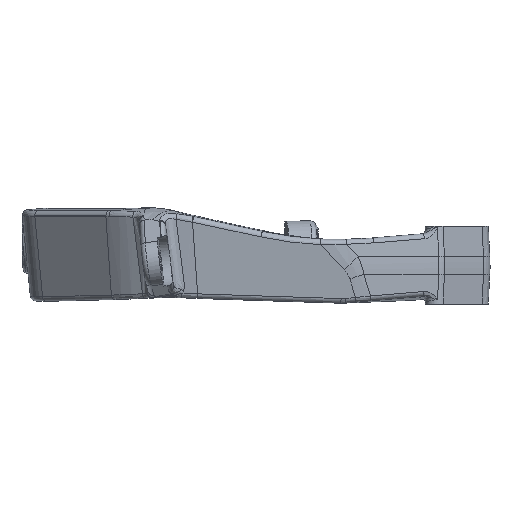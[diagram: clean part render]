
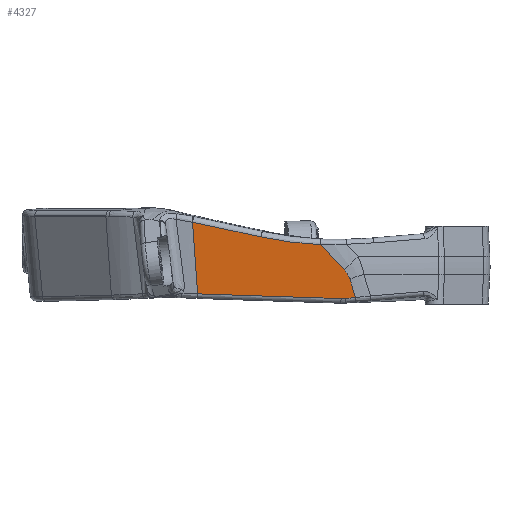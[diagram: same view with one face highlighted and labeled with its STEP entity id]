
A CAD part, left-side view. The second image highlights one B-rep face of the part: STEP entity #4327.
In plain terms, the highlighted planar face has unit normal (-0.992, -0.071, -0.104).
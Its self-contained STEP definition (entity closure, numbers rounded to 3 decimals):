
#234 = VERTEX_POINT ( 'NONE', #17365 ) ;
#888 = CARTESIAN_POINT ( 'NONE',  ( -53.764, 82.154, 34.409 ) ) ;
#1156 = CARTESIAN_POINT ( 'NONE',  ( -50.959, 66.825, 18.179 ) ) ;
#1814 = VECTOR ( 'NONE', #6058, 1000. ) ;
#2005 = CARTESIAN_POINT ( 'NONE',  ( -49.107, 61.934, 3.868 ) ) ;
#2497 = ORIENTED_EDGE ( 'NONE', *, *, #15713, .F. ) ;
#2681 = CARTESIAN_POINT ( 'NONE',  ( -50.477, 65.209, 14.689 ) ) ;
#2944 = CARTESIAN_POINT ( 'NONE',  ( -51.26, 68.472, 19.922 ) ) ;
#3255 = LINE ( 'NONE', #9856, #12978 ) ;
#3942 = EDGE_CURVE ( 'NONE', #21486, #16037, #18065, .T. ) ;
#4057 = CARTESIAN_POINT ( 'NONE',  ( -42.856, 22.549, -28.703 ) ) ;
#4327 = ADVANCED_FACE ( 'NONE', ( #9394 ), #18011, .T. ) ;
#4429 = CARTESIAN_POINT ( 'NONE',  ( -56.703, 116.439, 38.861 ) ) ;
#4763 = VECTOR ( 'NONE', #19693, 1000. ) ;
#4915 = CARTESIAN_POINT ( 'NONE',  ( -50.697, 65.736, 16.432 ) ) ;
#5158 = EDGE_LOOP ( 'NONE', ( #2497, #13139, #12736, #8176, #19825, #16635, #12150, #22112, #8326 ) ) ;
#5593 = DIRECTION ( 'NONE',  ( 0.104, 0., -0.995 ) ) ;
#5647 = EDGE_CURVE ( 'NONE', #16554, #9871, #16977, .T. ) ;
#5718 = VECTOR ( 'NONE', #9426, 1000. ) ;
#6026 = CARTESIAN_POINT ( 'NONE',  ( -48.693, 60.944, 0.597 ) ) ;
#6058 = DIRECTION ( 'NONE',  ( 0.125, -0.681, -0.721 ) ) ;
#6500 = CARTESIAN_POINT ( 'NONE',  ( -49.514, 68.475, 3.244 ) ) ;
#8062 = CARTESIAN_POINT ( 'NONE',  ( -50.477, 65.209, 14.689 ) ) ;
#8176 = ORIENTED_EDGE ( 'NONE', *, *, #3942, .T. ) ;
#8326 = ORIENTED_EDGE ( 'NONE', *, *, #13322, .F. ) ;
#8546 = DIRECTION ( 'NONE',  ( 0.092, -0.973, -0.21 ) ) ;
#8945 = CARTESIAN_POINT ( 'NONE',  ( -43.532, -3.139, -4.559 ) ) ;
#9392 = LINE ( 'NONE', #6026, #4763 ) ;
#9394 = FACE_OUTER_BOUND ( 'NONE', #5158, .T. ) ;
#9426 = DIRECTION ( 'NONE',  ( -0.075, 0.997, 0.033 ) ) ;
#9856 = CARTESIAN_POINT ( 'NONE',  ( -61.381, 156.732, 55.78 ) ) ;
#9871 = VERTEX_POINT ( 'NONE', #10089 ) ;
#10085 = CARTESIAN_POINT ( 'NONE',  ( -49.459, 67.591, 3.328 ) ) ;
#10089 = CARTESIAN_POINT ( 'NONE',  ( -56.703, 116.439, 38.861 ) ) ;
#10658 = CARTESIAN_POINT ( 'NONE',  ( -55.888, 152.89, 5.982 ) ) ;
#10887 = LINE ( 'NONE', #4057, #1814 ) ;
#11288 = EDGE_CURVE ( 'NONE', #21271, #16554, #3255, .T. ) ;
#11618 = VECTOR ( 'NONE', #18409, 1000. ) ;
#11975 = DIRECTION ( 'NONE',  ( -0.109, 0.07, 0.992 ) ) ;
#12150 = ORIENTED_EDGE ( 'NONE', *, *, #5647, .F. ) ;
#12426 = EDGE_CURVE ( 'NONE', #21486, #17927, #9392, .T. ) ;
#12469 = CARTESIAN_POINT ( 'NONE',  ( -53.764, 82.154, 34.409 ) ) ;
#12736 = ORIENTED_EDGE ( 'NONE', *, *, #12426, .F. ) ;
#12765 = EDGE_CURVE ( 'NONE', #9871, #15787, #13693, .T. ) ;
#12978 = VECTOR ( 'NONE', #11975, 1000. ) ;
#13139 = ORIENTED_EDGE ( 'NONE', *, *, #16353, .F. ) ;
#13275 = LINE ( 'NONE', #16749, #11618 ) ;
#13322 = EDGE_CURVE ( 'NONE', #17724, #21271, #15819, .T. ) ;
#13693 =( BOUNDED_CURVE ( )  B_SPLINE_CURVE ( 3, ( #4429, #18087, #16091, #888 ),
 .UNSPECIFIED., .F., .F. ) 
 B_SPLINE_CURVE_WITH_KNOTS ( ( 4, 4 ),
 ( 4.712, 4.907 ),
 .UNSPECIFIED. ) 
 CURVE ( )  GEOMETRIC_REPRESENTATION_ITEM ( )  RATIONAL_B_SPLINE_CURVE ( ( 1., 0.997, 0.997, 1. ) ) 
 REPRESENTATION_ITEM ( '' )  );
#15023 = CARTESIAN_POINT ( 'NONE',  ( -49.644, 70.274, 3.246 ) ) ;
#15511 = CARTESIAN_POINT ( 'NONE',  ( -45.02, -6.907, 12.247 ) ) ;
#15713 = EDGE_CURVE ( 'NONE', #234, #17724, #17451, .T. ) ;
#15787 = VERTEX_POINT ( 'NONE', #12469 ) ;
#15819 = LINE ( 'NONE', #10658, #5718 ) ;
#16037 = VERTEX_POINT ( 'NONE', #21464 ) ;
#16091 = CARTESIAN_POINT ( 'NONE',  ( -54.649, 93.667, 34.933 ) ) ;
#16283 = CARTESIAN_POINT ( 'NONE',  ( -60.464, 156.143, 47.428 ) ) ;
#16353 = EDGE_CURVE ( 'NONE', #17927, #234, #13275, .T. ) ;
#16554 = VERTEX_POINT ( 'NONE', #16283 ) ;
#16635 = ORIENTED_EDGE ( 'NONE', *, *, #12765, .F. ) ;
#16721 = CARTESIAN_POINT ( 'NONE',  ( -49.576, 69.373, 3.217 ) ) ;
#16749 = CARTESIAN_POINT ( 'NONE',  ( -45.145, -1.854, 9.958 ) ) ;
#16977 = LINE ( 'NONE', #15511, #18588 ) ;
#17035 = AXIS2_PLACEMENT_3D ( 'NONE', #8945, #20937, #5593 ) ;
#17365 = CARTESIAN_POINT ( 'NONE',  ( -49.459, 67.591, 3.328 ) ) ;
#17451 =( BOUNDED_CURVE ( )  B_SPLINE_CURVE ( 3, ( #10085, #6500, #16721, #15023 ),
 .UNSPECIFIED., .F., .F. ) 
 B_SPLINE_CURVE_WITH_KNOTS ( ( 4, 4 ),
 ( 1.349, 1.571 ),
 .UNSPECIFIED. ) 
 CURVE ( )  GEOMETRIC_REPRESENTATION_ITEM ( )  RATIONAL_B_SPLINE_CURVE ( ( 1., 0.996, 0.996, 1. ) ) 
 REPRESENTATION_ITEM ( '' )  );
#17724 = VERTEX_POINT ( 'NONE', #21283 ) ;
#17927 = VERTEX_POINT ( 'NONE', #2005 ) ;
#18011 = PLANE ( 'NONE',  #17035 ) ;
#18065 =( BOUNDED_CURVE ( )  B_SPLINE_CURVE ( 3, ( #8062, #4915, #1156, #2944 ),
 .UNSPECIFIED., .F., .F. ) 
 B_SPLINE_CURVE_WITH_KNOTS ( ( 4, 4 ),
 ( 0.053, 0.158 ),
 .UNSPECIFIED. ) 
 CURVE ( )  GEOMETRIC_REPRESENTATION_ITEM ( )  RATIONAL_B_SPLINE_CURVE ( ( 1., 0.999, 0.999, 1. ) ) 
 REPRESENTATION_ITEM ( '' )  );
#18087 = CARTESIAN_POINT ( 'NONE',  ( -55.632, 105.132, 36.421 ) ) ;
#18409 = DIRECTION ( 'NONE',  ( -0.062, 0.994, -0.095 ) ) ;
#18587 = CARTESIAN_POINT ( 'NONE',  ( -55.913, 153.222, 5.993 ) ) ;
#18588 = VECTOR ( 'NONE', #8546, 1000. ) ;
#19693 = DIRECTION ( 'NONE',  ( 0.12, -0.288, -0.95 ) ) ;
#19825 = ORIENTED_EDGE ( 'NONE', *, *, #21146, .F. ) ;
#20937 = DIRECTION ( 'NONE',  ( -0.992, -0.072, -0.104 ) ) ;
#21146 = EDGE_CURVE ( 'NONE', #15787, #16037, #10887, .T. ) ;
#21271 = VERTEX_POINT ( 'NONE', #18587 ) ;
#21283 = CARTESIAN_POINT ( 'NONE',  ( -49.644, 70.274, 3.246 ) ) ;
#21464 = CARTESIAN_POINT ( 'NONE',  ( -51.26, 68.472, 19.922 ) ) ;
#21486 = VERTEX_POINT ( 'NONE', #2681 ) ;
#22112 = ORIENTED_EDGE ( 'NONE', *, *, #11288, .F. ) ;
